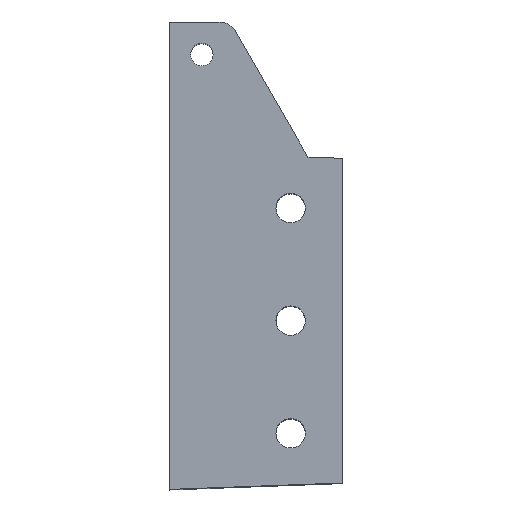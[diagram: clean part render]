
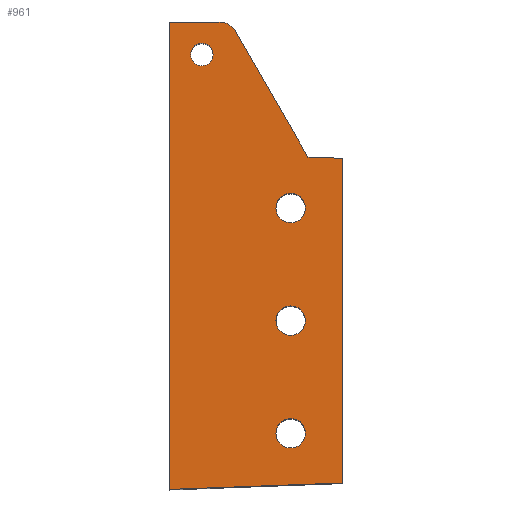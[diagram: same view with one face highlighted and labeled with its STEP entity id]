
A CAD part, top view. The second image highlights one B-rep face of the part: STEP entity #961.
In plain terms, the highlighted planar face has unit normal (0, 0, 1).
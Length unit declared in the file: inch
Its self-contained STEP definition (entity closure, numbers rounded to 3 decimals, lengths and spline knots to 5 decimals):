
#11 = DIRECTION ( 'NONE',  ( 0., 0., 1. ) ) ;
#28 = CARTESIAN_POINT ( 'NONE',  ( 0.7, 1.62393, 2.08 ) ) ;
#35 = DIRECTION ( 'NONE',  ( 1., 0., 0. ) ) ;
#42 = ORIENTED_EDGE ( 'NONE', *, *, #117, .F. ) ;
#47 = ORIENTED_EDGE ( 'NONE', *, *, #74, .F. ) ;
#74 = EDGE_CURVE ( 'NONE', #614, #1406, #433, .T. ) ;
#77 = CARTESIAN_POINT ( 'NONE',  ( 0., 2.69785, 2.08 ) ) ;
#89 = CARTESIAN_POINT ( 'NONE',  ( 0., 0., 2.08 ) ) ;
#97 = EDGE_CURVE ( 'NONE', #808, #252, #448, .T. ) ;
#117 = EDGE_CURVE ( 'NONE', #1406, #614, #372, .T. ) ;
#133 = CARTESIAN_POINT ( 'NONE',  ( 0.7, 0.97393, 2.08 ) ) ;
#139 = CARTESIAN_POINT ( 'NONE',  ( 0.7, 0.32393, 2.08 ) ) ;
#150 = VERTEX_POINT ( 'NONE', #903 ) ;
#157 = VECTOR ( 'NONE', #849, 39.37008 ) ;
#178 = EDGE_CURVE ( 'NONE', #1331, #205, #562, .T. ) ;
#190 = EDGE_CURVE ( 'NONE', #1096, #1331, #502, .T. ) ;
#193 = VECTOR ( 'NONE', #1417, 39.37008 ) ;
#194 = VERTEX_POINT ( 'NONE', #1130 ) ;
#205 = VERTEX_POINT ( 'NONE', #1271 ) ;
#234 = ORIENTED_EDGE ( 'NONE', *, *, #1371, .T. ) ;
#252 = VERTEX_POINT ( 'NONE', #400 ) ;
#257 = EDGE_CURVE ( 'NONE', #205, #829, #1473, .T. ) ;
#272 = EDGE_CURVE ( 'NONE', #252, #808, #1439, .T. ) ;
#311 = CIRCLE ( 'NONE', #1206, 0.085 ) ;
#323 = LINE ( 'NONE', #77, #157 ) ;
#338 = FACE_BOUND ( 'NONE', #363, .T. ) ;
#350 = CARTESIAN_POINT ( 'NONE',  ( 0.615, 0.32393, 2.08 ) ) ;
#363 = EDGE_LOOP ( 'NONE', ( #1305, #1001 ) ) ;
#372 = CIRCLE ( 'NONE', #1447, 0.085 ) ;
#391 = AXIS2_PLACEMENT_3D ( 'NONE', #949, #946, #945 ) ;
#400 = CARTESIAN_POINT ( 'NONE',  ( 0.2525, 2.51035, 2.08 ) ) ;
#411 = VERTEX_POINT ( 'NONE', #89 ) ;
#423 = CARTESIAN_POINT ( 'NONE',  ( 0.1875, 2.51035, 2.08 ) ) ;
#433 = CIRCLE ( 'NONE', #1428, 0.085 ) ;
#448 = CIRCLE ( 'NONE', #1438, 0.065 ) ;
#450 = AXIS2_PLACEMENT_3D ( 'NONE', #546, #1468, #1217 ) ;
#458 = DIRECTION ( 'NONE',  ( 0., -1., 0. ) ) ;
#464 = CARTESIAN_POINT ( 'NONE',  ( 0., 1.94785, 2.08 ) ) ;
#471 = CARTESIAN_POINT ( 'NONE',  ( 0.25, 1.93863, 2.08 ) ) ;
#476 = CARTESIAN_POINT ( 'NONE',  ( 0.615, 1.62393, 2.08 ) ) ;
#488 = CIRCLE ( 'NONE', #391, 0.085 ) ;
#496 = EDGE_LOOP ( 'NONE', ( #552, #617 ) ) ;
#502 = LINE ( 'NONE', #471, #560 ) ;
#525 = CIRCLE ( 'NONE', #604, 0.085 ) ;
#539 = EDGE_CURVE ( 'NONE', #194, #411, #1518, .T. ) ;
#546 = CARTESIAN_POINT ( 'NONE',  ( 0.29226, 2.59785, 2.08 ) ) ;
#547 = VECTOR ( 'NONE', #1442, 39.37008 ) ;
#552 = ORIENTED_EDGE ( 'NONE', *, *, #1556, .F. ) ;
#560 = VECTOR ( 'NONE', #1386, 39.37008 ) ;
#562 = LINE ( 'NONE', #640, #547 ) ;
#604 = AXIS2_PLACEMENT_3D ( 'NONE', #139, #892, #758 ) ;
#614 = VERTEX_POINT ( 'NONE', #821 ) ;
#615 = AXIS2_PLACEMENT_3D ( 'NONE', #423, #1336, #1060 ) ;
#617 = ORIENTED_EDGE ( 'NONE', *, *, #1204, .F. ) ;
#640 = CARTESIAN_POINT ( 'NONE',  ( 0.35, 2.69785, 2.08 ) ) ;
#689 = VERTEX_POINT ( 'NONE', #927 ) ;
#736 = DIRECTION ( 'NONE',  ( 1., 0., 0. ) ) ;
#742 = EDGE_CURVE ( 'NONE', #411, #1081, #955, .T. ) ;
#753 = DIRECTION ( 'NONE',  ( 0., 0., 1. ) ) ;
#754 = FACE_BOUND ( 'NONE', #1094, .T. ) ;
#758 = DIRECTION ( 'NONE',  ( 1., 0., 0. ) ) ;
#769 = ORIENTED_EDGE ( 'NONE', *, *, #742, .T. ) ;
#771 = FACE_OUTER_BOUND ( 'NONE', #856, .T. ) ;
#774 = DIRECTION ( 'NONE',  ( 0., 0., 1. ) ) ;
#779 = CARTESIAN_POINT ( 'NONE',  ( 1., 1.91095, 2.08 ) ) ;
#791 = FACE_BOUND ( 'NONE', #496, .T. ) ;
#808 = VERTEX_POINT ( 'NONE', #1272 ) ;
#821 = CARTESIAN_POINT ( 'NONE',  ( 0.785, 1.62393, 2.08 ) ) ;
#829 = VERTEX_POINT ( 'NONE', #1311 ) ;
#841 = EDGE_LOOP ( 'NONE', ( #47, #42 ) ) ;
#848 = ORIENTED_EDGE ( 'NONE', *, *, #1228, .F. ) ;
#849 = DIRECTION ( 'NONE',  ( -1., 0., 0. ) ) ;
#856 = EDGE_LOOP ( 'NONE', ( #1230, #1062, #1197, #1071, #769, #234, #1006 ) ) ;
#866 = VERTEX_POINT ( 'NONE', #1162 ) ;
#875 = DIRECTION ( 'NONE',  ( 0., 1., 0. ) ) ;
#892 = DIRECTION ( 'NONE',  ( 0., 0., 1. ) ) ;
#903 = CARTESIAN_POINT ( 'NONE',  ( 0.785, 0.32393, 2.08 ) ) ;
#908 = EDGE_CURVE ( 'NONE', #1561, #150, #525, .T. ) ;
#914 = FACE_BOUND ( 'NONE', #841, .T. ) ;
#927 = CARTESIAN_POINT ( 'NONE',  ( 0.785, 0.97393, 2.08 ) ) ;
#944 = AXIS2_PLACEMENT_3D ( 'NONE', #1448, #753, #35 ) ;
#945 = DIRECTION ( 'NONE',  ( 1., 0., 0. ) ) ;
#946 = DIRECTION ( 'NONE',  ( 0., 0., 1. ) ) ;
#949 = CARTESIAN_POINT ( 'NONE',  ( 0.7, 0.97393, 2.08 ) ) ;
#955 = LINE ( 'NONE', #1474, #193 ) ;
#961 = ADVANCED_FACE ( 'NONE', ( #338, #754, #914, #791, #771 ), #1541, .T. ) ;
#1001 = ORIENTED_EDGE ( 'NONE', *, *, #97, .F. ) ;
#1003 = AXIS2_PLACEMENT_3D ( 'NONE', #133, #11, #1250 ) ;
#1006 = ORIENTED_EDGE ( 'NONE', *, *, #190, .T. ) ;
#1060 = DIRECTION ( 'NONE',  ( 1., 0., 0. ) ) ;
#1062 = ORIENTED_EDGE ( 'NONE', *, *, #257, .T. ) ;
#1071 = ORIENTED_EDGE ( 'NONE', *, *, #539, .T. ) ;
#1081 = VERTEX_POINT ( 'NONE', #1421 ) ;
#1094 = EDGE_LOOP ( 'NONE', ( #848, #1251 ) ) ;
#1096 = VERTEX_POINT ( 'NONE', #779 ) ;
#1125 = CARTESIAN_POINT ( 'NONE',  ( 0.80006, 1.91833, 2.08 ) ) ;
#1130 = CARTESIAN_POINT ( 'NONE',  ( 0., 2.69785, 2.08 ) ) ;
#1143 = DIRECTION ( 'NONE',  ( 0., 0., 1. ) ) ;
#1162 = CARTESIAN_POINT ( 'NONE',  ( 0.615, 0.97393, 2.08 ) ) ;
#1163 = CARTESIAN_POINT ( 'NONE',  ( 1., 1.91095, 2.08 ) ) ;
#1197 = ORIENTED_EDGE ( 'NONE', *, *, #1577, .T. ) ;
#1204 = EDGE_CURVE ( 'NONE', #866, #689, #1549, .T. ) ;
#1206 = AXIS2_PLACEMENT_3D ( 'NONE', #1658, #1143, #736 ) ;
#1217 = DIRECTION ( 'NONE',  ( 1., 0., 0. ) ) ;
#1228 = EDGE_CURVE ( 'NONE', #150, #1561, #311, .T. ) ;
#1230 = ORIENTED_EDGE ( 'NONE', *, *, #178, .T. ) ;
#1250 = DIRECTION ( 'NONE',  ( 1., 0., 0. ) ) ;
#1251 = ORIENTED_EDGE ( 'NONE', *, *, #908, .F. ) ;
#1271 = CARTESIAN_POINT ( 'NONE',  ( 0.37887, 2.64785, 2.08 ) ) ;
#1272 = CARTESIAN_POINT ( 'NONE',  ( 0.1225, 2.51035, 2.08 ) ) ;
#1305 = ORIENTED_EDGE ( 'NONE', *, *, #272, .F. ) ;
#1311 = CARTESIAN_POINT ( 'NONE',  ( 0.29226, 2.69785, 2.08 ) ) ;
#1314 = DIRECTION ( 'NONE',  ( 1., 0., 0. ) ) ;
#1318 = VECTOR ( 'NONE', #875, 39.37008 ) ;
#1319 = DIRECTION ( 'NONE',  ( 0., 0., 1. ) ) ;
#1325 = CARTESIAN_POINT ( 'NONE',  ( 0.7, 1.62393, 2.08 ) ) ;
#1329 = DIRECTION ( 'NONE',  ( 1., 0., 0. ) ) ;
#1331 = VERTEX_POINT ( 'NONE', #1125 ) ;
#1336 = DIRECTION ( 'NONE',  ( 0., 0., 1. ) ) ;
#1371 = EDGE_CURVE ( 'NONE', #1081, #1096, #1600, .T. ) ;
#1386 = DIRECTION ( 'NONE',  ( -0.999, 0.037, 0. ) ) ;
#1406 = VERTEX_POINT ( 'NONE', #476 ) ;
#1417 = DIRECTION ( 'NONE',  ( 0.999, 0.037, 0. ) ) ;
#1421 = CARTESIAN_POINT ( 'NONE',  ( 1., 0.03691, 2.08 ) ) ;
#1428 = AXIS2_PLACEMENT_3D ( 'NONE', #1325, #1319, #1314 ) ;
#1438 = AXIS2_PLACEMENT_3D ( 'NONE', #1591, #1455, #1329 ) ;
#1439 = CIRCLE ( 'NONE', #615, 0.065 ) ;
#1442 = DIRECTION ( 'NONE',  ( -0.5, 0.866, 0. ) ) ;
#1447 = AXIS2_PLACEMENT_3D ( 'NONE', #28, #774, #1588 ) ;
#1448 = CARTESIAN_POINT ( 'NONE',  ( 0., 0., 2.08 ) ) ;
#1455 = DIRECTION ( 'NONE',  ( 0., 0., 1. ) ) ;
#1468 = DIRECTION ( 'NONE',  ( 0., 0., 1. ) ) ;
#1473 = CIRCLE ( 'NONE', #450, 0.1 ) ;
#1474 = CARTESIAN_POINT ( 'NONE',  ( 0., 0., 2.08 ) ) ;
#1518 = LINE ( 'NONE', #464, #1528 ) ;
#1528 = VECTOR ( 'NONE', #458, 39.37008 ) ;
#1541 = PLANE ( 'NONE',  #944 ) ;
#1549 = CIRCLE ( 'NONE', #1003, 0.085 ) ;
#1556 = EDGE_CURVE ( 'NONE', #689, #866, #488, .T. ) ;
#1561 = VERTEX_POINT ( 'NONE', #350 ) ;
#1577 = EDGE_CURVE ( 'NONE', #829, #194, #323, .T. ) ;
#1588 = DIRECTION ( 'NONE',  ( 1., 0., 0. ) ) ;
#1591 = CARTESIAN_POINT ( 'NONE',  ( 0.1875, 2.51035, 2.08 ) ) ;
#1600 = LINE ( 'NONE', #1163, #1318 ) ;
#1658 = CARTESIAN_POINT ( 'NONE',  ( 0.7, 0.32393, 2.08 ) ) ;
